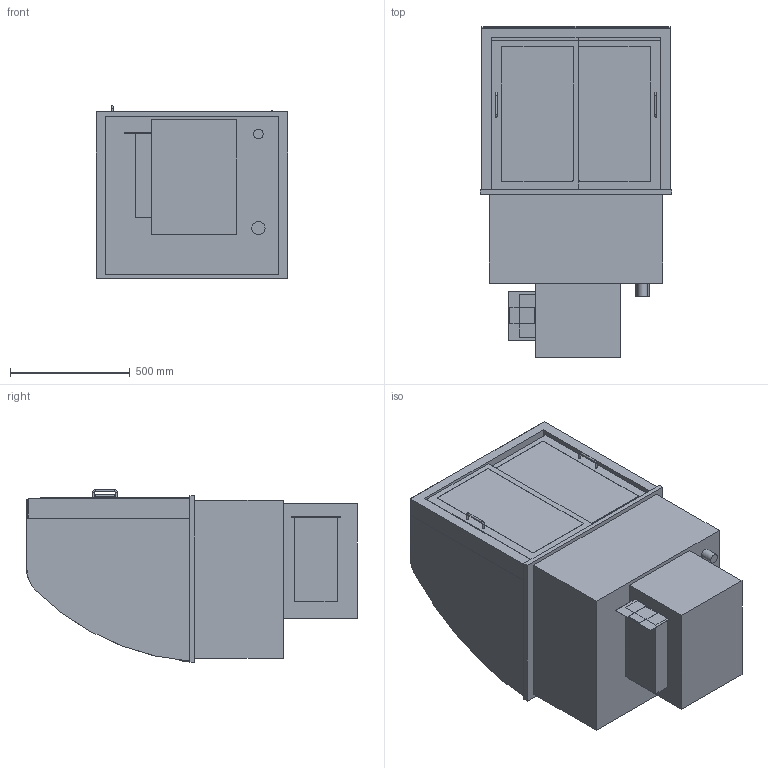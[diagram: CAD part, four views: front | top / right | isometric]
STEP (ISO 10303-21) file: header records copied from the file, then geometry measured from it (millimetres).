
FILE_DESCRIPTION(/* description */ ('vereinfachtes Modell'),/* implementation_level */ '2;1');
FILE_NAME(/* name */ '3D-AKE-00006374.stp',/* time_stamp */ '2025-01-13T14:23:40+01:00',/* author */ ('marina.schachner'),/* organization */ (''),/* preprocessor_version */ 'ST-DEVELOPER v20',/* originating_system */ 'Autodesk Inventor 2024',/* authorisation */ '');
FILE_SCHEMA (('AUTOMOTIVE_DESIGN { 1 0 10303 214 3 1 1 }'));
Length unit declared in the file: millimetre
Products named in the file (1): 3D-AKE-00006374
Bounding box: 800 x 1382 x 721 mm (x, y, z)
Volume: 144123837.6 mm3; surface area: 12770369.4 mm2
Topology: 40 solids, 40 shells, 376 faces, 879 edges, 586 vertices
Faces by surface type: plane 305, cylinder 67, torus 4
Full cylindrical faces by diameter (mm): 8 x6, 40 x1, 55 x1
Entity records: 10674 total; most frequent: CARTESIAN_POINT 1842, DIRECTION 1779, ORIENTED_EDGE 1758, EDGE_CURVE 879, LINE 733, VECTOR 733, VERTEX_POINT 586, AXIS2_PLACEMENT_3D 523
